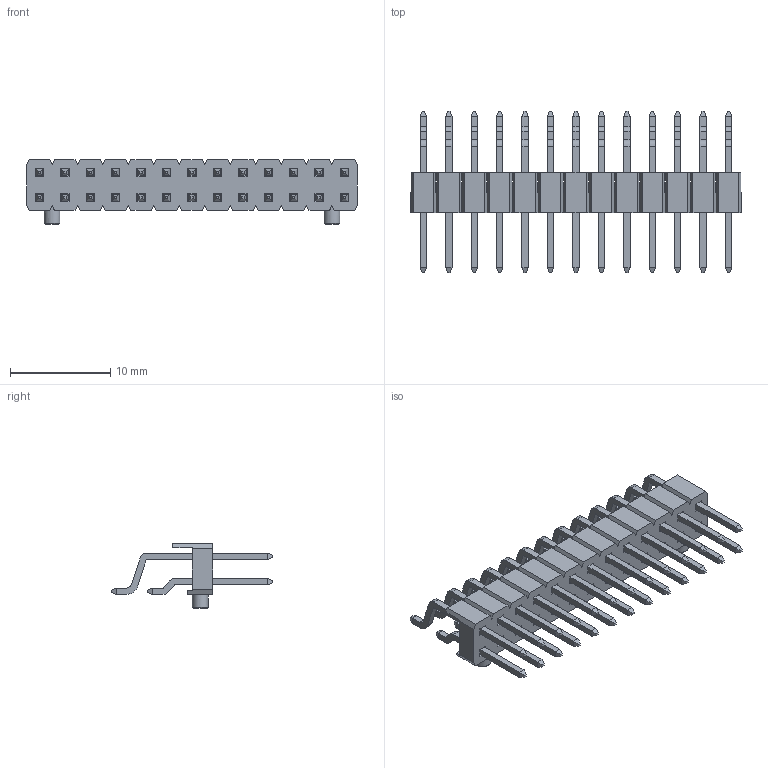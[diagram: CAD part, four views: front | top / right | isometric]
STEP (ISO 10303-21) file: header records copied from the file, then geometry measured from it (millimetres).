
FILE_DESCRIPTION( ( 'Unknown' ), '1' );
FILE_NAME( '610126249121.stp', 'Unknown', ( 'Unknown' ), ( 'Unknown' ), 'PSStep 17.0.49', 'Unknown', ' ' );
FILE_SCHEMA( ( 'AUTOMOTIVE_DESIGN { 1 0 10303 214 1 1 1 1 }' ) );
Length unit declared in the file: millimetre
Products named in the file (4): Assem1; 6100xx249121_PIN LONGUE; 6100xx249121_PIN COURTE; 610026249121
Assembly tree (27 placements, depth 2):
  Assem1
    6100xx249121_PIN LONGUE  x13
    6100xx249121_PIN COURTE  x13
    610026249121
Bounding box: 33.02 x 16.16 x 6.48 mm (x, y, z)
Volume: 509.1 mm3; surface area: 1832.7 mm2
Topology: 27 solids, 27 shells, 1130 faces, 2710 edges, 1634 vertices
Faces by surface type: plane 1022, cylinder 106, cone 2
Full cylindrical faces by diameter (mm): 1.58 x2
Entity records: 18908 total; most frequent: CARTESIAN_POINT 2566, ORIENTED_EDGE 2528, DIRECTION 2370, EDGE_CURVE 1264, LINE 1226, VECTOR 1226, VERTEX_POINT 768, AXIS2_PLACEMENT_3D 572
